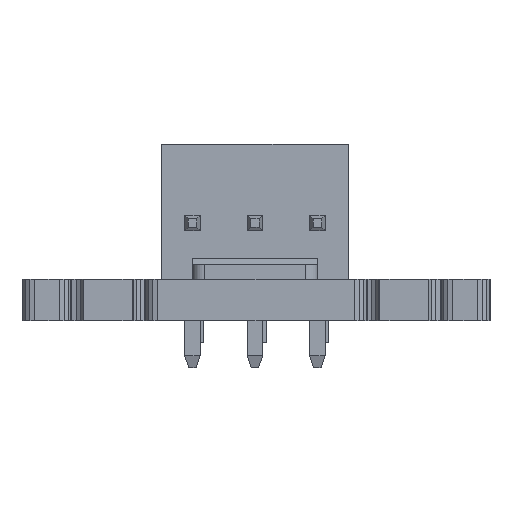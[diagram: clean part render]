
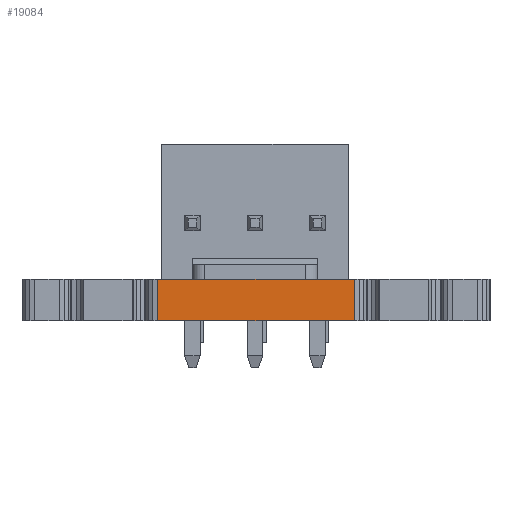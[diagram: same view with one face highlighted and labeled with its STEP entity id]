
A CAD part, left-side view. The second image highlights one B-rep face of the part: STEP entity #19084.
In plain terms, the highlighted planar face has unit normal (-1, 0, 0).
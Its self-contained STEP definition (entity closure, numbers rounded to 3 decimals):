
#95 = PLANE('',#96);
#96 = AXIS2_PLACEMENT_3D('',#97,#98,#99);
#97 = CARTESIAN_POINT('',(0.706,0.852,1.697));
#98 = DIRECTION('',(0.,0.,-1.));
#99 = DIRECTION('',(-1.,0.,0.));
#149 = PLANE('',#150);
#150 = AXIS2_PLACEMENT_3D('',#151,#152,#153);
#151 = CARTESIAN_POINT('',(0.706,0.852,0.));
#152 = DIRECTION('',(0.,0.,-1.));
#153 = DIRECTION('',(-1.,0.,0.));
#18976 = PLANE('',#18977);
#18977 = AXIS2_PLACEMENT_3D('',#18978,#18979,#18980);
#18978 = CARTESIAN_POINT('',(-3.284,13.852,0.));
#18979 = DIRECTION('',(1.,0.015,0.));
#18980 = DIRECTION('',(0.015,-1.,0.));
#19014 = VERTEX_POINT('',#19015);
#19015 = CARTESIAN_POINT('',(-3.284,13.852,1.697));
#19036 = EDGE_CURVE('',#19037,#19014,#19039,.T.);
#19037 = VERTEX_POINT('',#19038);
#19038 = CARTESIAN_POINT('',(-3.284,13.852,0.));
#19039 = SURFACE_CURVE('',#19040,(#19044,#19051),.PCURVE_S1.);
#19040 = LINE('',#19041,#19042);
#19041 = CARTESIAN_POINT('',(-3.284,13.852,0.));
#19042 = VECTOR('',#19043,1.);
#19043 = DIRECTION('',(0.,0.,1.));
#19044 = PCURVE('',#18976,#19045);
#19045 = DEFINITIONAL_REPRESENTATION('',(#19046),#19050);
#19046 = LINE('',#19047,#19048);
#19047 = CARTESIAN_POINT('',(0.,0.));
#19048 = VECTOR('',#19049,1.);
#19049 = DIRECTION('',(0.,-1.));
#19050 = ( GEOMETRIC_REPRESENTATION_CONTEXT(2) 
PARAMETRIC_REPRESENTATION_CONTEXT() REPRESENTATION_CONTEXT('2D SPACE',''
  ) );
#19051 = PCURVE('',#19052,#19057);
#19052 = PLANE('',#19053);
#19053 = AXIS2_PLACEMENT_3D('',#19054,#19055,#19056);
#19054 = CARTESIAN_POINT('',(-3.284,13.852,0.));
#19055 = DIRECTION('',(1.,0.,0.));
#19056 = DIRECTION('',(0.,-1.,0.));
#19057 = DEFINITIONAL_REPRESENTATION('',(#19058),#19062);
#19058 = LINE('',#19059,#19060);
#19059 = CARTESIAN_POINT('',(0.,0.));
#19060 = VECTOR('',#19061,1.);
#19061 = DIRECTION('',(0.,-1.));
#19062 = ( GEOMETRIC_REPRESENTATION_CONTEXT(2) 
PARAMETRIC_REPRESENTATION_CONTEXT() REPRESENTATION_CONTEXT('2D SPACE',''
  ) );
#19084 = ADVANCED_FACE('',(#19085),#19052,.F.);
#19085 = FACE_BOUND('',#19086,.F.);
#19086 = EDGE_LOOP('',(#19087,#19088,#19111,#19139));
#19087 = ORIENTED_EDGE('',*,*,#19036,.T.);
#19088 = ORIENTED_EDGE('',*,*,#19089,.T.);
#19089 = EDGE_CURVE('',#19014,#19090,#19092,.T.);
#19090 = VERTEX_POINT('',#19091);
#19091 = CARTESIAN_POINT('',(-3.284,5.852,1.697));
#19092 = SURFACE_CURVE('',#19093,(#19097,#19104),.PCURVE_S1.);
#19093 = LINE('',#19094,#19095);
#19094 = CARTESIAN_POINT('',(-3.284,13.852,1.697));
#19095 = VECTOR('',#19096,1.);
#19096 = DIRECTION('',(0.,-1.,0.));
#19097 = PCURVE('',#19052,#19098);
#19098 = DEFINITIONAL_REPRESENTATION('',(#19099),#19103);
#19099 = LINE('',#19100,#19101);
#19100 = CARTESIAN_POINT('',(0.,-1.697));
#19101 = VECTOR('',#19102,1.);
#19102 = DIRECTION('',(1.,0.));
#19103 = ( GEOMETRIC_REPRESENTATION_CONTEXT(2) 
PARAMETRIC_REPRESENTATION_CONTEXT() REPRESENTATION_CONTEXT('2D SPACE',''
  ) );
#19104 = PCURVE('',#95,#19105);
#19105 = DEFINITIONAL_REPRESENTATION('',(#19106),#19110);
#19106 = LINE('',#19107,#19108);
#19107 = CARTESIAN_POINT('',(3.99,13.));
#19108 = VECTOR('',#19109,1.);
#19109 = DIRECTION('',(0.,-1.));
#19110 = ( GEOMETRIC_REPRESENTATION_CONTEXT(2) 
PARAMETRIC_REPRESENTATION_CONTEXT() REPRESENTATION_CONTEXT('2D SPACE',''
  ) );
#19111 = ORIENTED_EDGE('',*,*,#19112,.F.);
#19112 = EDGE_CURVE('',#19113,#19090,#19115,.T.);
#19113 = VERTEX_POINT('',#19114);
#19114 = CARTESIAN_POINT('',(-3.284,5.852,0.));
#19115 = SURFACE_CURVE('',#19116,(#19120,#19127),.PCURVE_S1.);
#19116 = LINE('',#19117,#19118);
#19117 = CARTESIAN_POINT('',(-3.284,5.852,0.));
#19118 = VECTOR('',#19119,1.);
#19119 = DIRECTION('',(0.,0.,1.));
#19120 = PCURVE('',#19052,#19121);
#19121 = DEFINITIONAL_REPRESENTATION('',(#19122),#19126);
#19122 = LINE('',#19123,#19124);
#19123 = CARTESIAN_POINT('',(8.,0.));
#19124 = VECTOR('',#19125,1.);
#19125 = DIRECTION('',(0.,-1.));
#19126 = ( GEOMETRIC_REPRESENTATION_CONTEXT(2) 
PARAMETRIC_REPRESENTATION_CONTEXT() REPRESENTATION_CONTEXT('2D SPACE',''
  ) );
#19127 = PCURVE('',#19128,#19133);
#19128 = PLANE('',#19129);
#19129 = AXIS2_PLACEMENT_3D('',#19130,#19131,#19132);
#19130 = CARTESIAN_POINT('',(-3.284,5.852,0.));
#19131 = DIRECTION('',(0.017,-1.,0.));
#19132 = DIRECTION('',(-1.,-0.017,0.));
#19133 = DEFINITIONAL_REPRESENTATION('',(#19134),#19138);
#19134 = LINE('',#19135,#19136);
#19135 = CARTESIAN_POINT('',(0.,0.));
#19136 = VECTOR('',#19137,1.);
#19137 = DIRECTION('',(0.,-1.));
#19138 = ( GEOMETRIC_REPRESENTATION_CONTEXT(2) 
PARAMETRIC_REPRESENTATION_CONTEXT() REPRESENTATION_CONTEXT('2D SPACE',''
  ) );
#19139 = ORIENTED_EDGE('',*,*,#19140,.F.);
#19140 = EDGE_CURVE('',#19037,#19113,#19141,.T.);
#19141 = SURFACE_CURVE('',#19142,(#19146,#19153),.PCURVE_S1.);
#19142 = LINE('',#19143,#19144);
#19143 = CARTESIAN_POINT('',(-3.284,13.852,0.));
#19144 = VECTOR('',#19145,1.);
#19145 = DIRECTION('',(0.,-1.,0.));
#19146 = PCURVE('',#19052,#19147);
#19147 = DEFINITIONAL_REPRESENTATION('',(#19148),#19152);
#19148 = LINE('',#19149,#19150);
#19149 = CARTESIAN_POINT('',(0.,0.));
#19150 = VECTOR('',#19151,1.);
#19151 = DIRECTION('',(1.,0.));
#19152 = ( GEOMETRIC_REPRESENTATION_CONTEXT(2) 
PARAMETRIC_REPRESENTATION_CONTEXT() REPRESENTATION_CONTEXT('2D SPACE',''
  ) );
#19153 = PCURVE('',#149,#19154);
#19154 = DEFINITIONAL_REPRESENTATION('',(#19155),#19159);
#19155 = LINE('',#19156,#19157);
#19156 = CARTESIAN_POINT('',(3.99,13.));
#19157 = VECTOR('',#19158,1.);
#19158 = DIRECTION('',(0.,-1.));
#19159 = ( GEOMETRIC_REPRESENTATION_CONTEXT(2) 
PARAMETRIC_REPRESENTATION_CONTEXT() REPRESENTATION_CONTEXT('2D SPACE',''
  ) );
